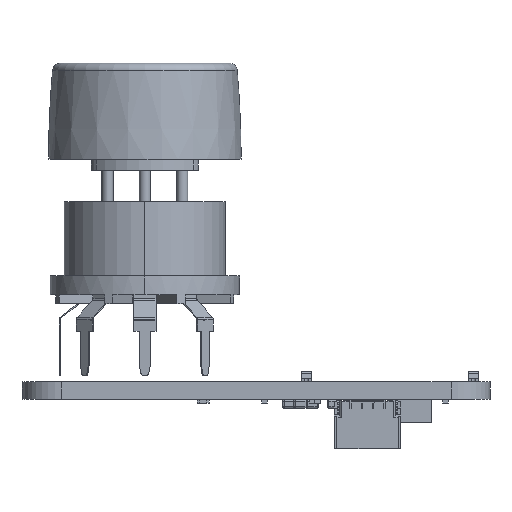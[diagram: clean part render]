
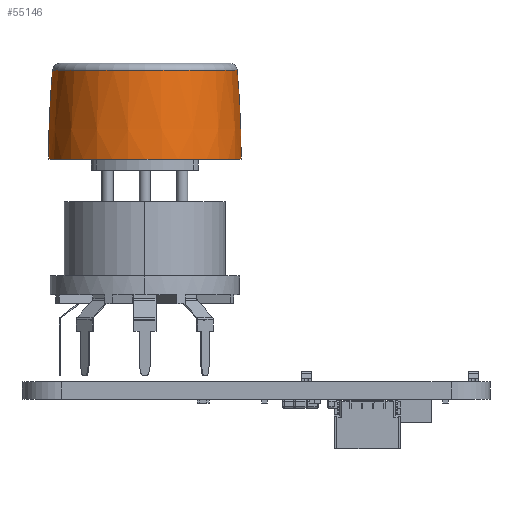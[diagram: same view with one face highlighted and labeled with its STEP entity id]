
A CAD part, left-side view. The second image highlights one B-rep face of the part: STEP entity #55146.
In plain terms, the highlighted face is a revolution surface.
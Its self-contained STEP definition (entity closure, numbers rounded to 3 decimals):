
#55124 = EDGE_CURVE('',#55125,#55127,#55129,.T.);
#55125 = VERTEX_POINT('',#55126);
#55126 = CARTESIAN_POINT('',(0.,1.,8.65));
#55127 = VERTEX_POINT('',#55128);
#55128 = CARTESIAN_POINT('',(0.,1.,-8.65));
#55129 = CIRCLE('',#55130,8.65);
#55130 = AXIS2_PLACEMENT_3D('',#55131,#55132,#55133);
#55131 = CARTESIAN_POINT('',(0.,1.,0.));
#55132 = DIRECTION('',(-0.,1.,0.));
#55133 = DIRECTION('',(0.,0.,1.));
#55146 = ADVANCED_FACE('',(#55147),#55175,.F.);
#55147 = FACE_BOUND('',#55148,.F.);
#55148 = EDGE_LOOP('',(#55149,#55158,#55167,#55174));
#55149 = ORIENTED_EDGE('',*,*,#55150,.T.);
#55150 = EDGE_CURVE('',#55125,#55151,#55153,.T.);
#55151 = VERTEX_POINT('',#55152);
#55152 = CARTESIAN_POINT('',(0.,8.962,8.297));
#55153 = CIRCLE('',#55154,90.032);
#55154 = AXIS2_PLACEMENT_3D('',#55155,#55156,#55157);
#55155 = CARTESIAN_POINT('',(0.,1.,-81.382));
#55156 = DIRECTION('',(-1.,-0.,0.));
#55157 = DIRECTION('',(0.,0.,1.));
#55158 = ORIENTED_EDGE('',*,*,#55159,.T.);
#55159 = EDGE_CURVE('',#55151,#55160,#55162,.T.);
#55160 = VERTEX_POINT('',#55161);
#55161 = CARTESIAN_POINT('',(0.,8.962,
    -8.297));
#55162 = CIRCLE('',#55163,8.297);
#55163 = AXIS2_PLACEMENT_3D('',#55164,#55165,#55166);
#55164 = CARTESIAN_POINT('',(0.,8.962,0.));
#55165 = DIRECTION('',(-0.,1.,0.));
#55166 = DIRECTION('',(0.,0.,1.));
#55167 = ORIENTED_EDGE('',*,*,#55168,.F.);
#55168 = EDGE_CURVE('',#55127,#55160,#55169,.T.);
#55169 = CIRCLE('',#55170,90.032);
#55170 = AXIS2_PLACEMENT_3D('',#55171,#55172,#55173);
#55171 = CARTESIAN_POINT('',(0.,1.,81.382));
#55172 = DIRECTION('',(1.,0.,0.));
#55173 = DIRECTION('',(0.,0.,-1.));
#55174 = ORIENTED_EDGE('',*,*,#55124,.F.);
#55175 = SURFACE_OF_REVOLUTION('',#55176,#55182);
#55176 = B_SPLINE_CURVE_WITH_KNOTS('',4,(#55177,#55178,#55179,#55180,
    #55181),.UNSPECIFIED.,.F.,.F.,(5,5),(3.053,3.142),
  .PIECEWISE_BEZIER_KNOTS.);
#55177 = CARTESIAN_POINT('',(0.,8.962,-8.297));
#55178 = CARTESIAN_POINT('',(0.,6.977,-8.474));
#55179 = CARTESIAN_POINT('',(0.,4.986,-8.591));
#55180 = CARTESIAN_POINT('',(0.,2.993,-8.65));
#55181 = CARTESIAN_POINT('',(0.,1.,-8.65));
#55182 = AXIS1_PLACEMENT('',#55183,#55184);
#55183 = CARTESIAN_POINT('',(0.,1.,0.));
#55184 = DIRECTION('',(-0.,1.,0.));
